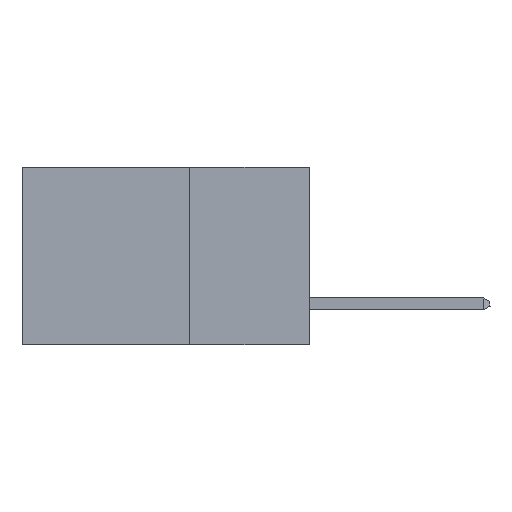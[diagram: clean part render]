
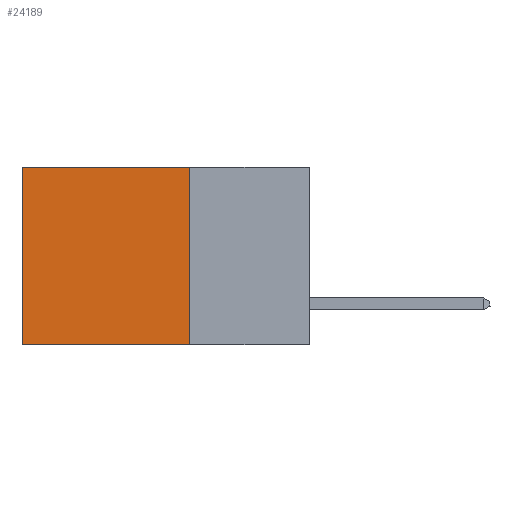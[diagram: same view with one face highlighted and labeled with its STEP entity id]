
A CAD part, left-side view. The second image highlights one B-rep face of the part: STEP entity #24189.
In plain terms, the highlighted planar face has unit normal (-1, 0, 0).
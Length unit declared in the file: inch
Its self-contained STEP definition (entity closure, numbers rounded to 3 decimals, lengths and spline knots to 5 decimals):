
#200 = VECTOR ( 'NONE', #21948, 39.37008 ) ;
#1147 = EDGE_LOOP ( 'NONE', ( #18740, #7114, #15447, #20165 ) ) ;
#1814 = LINE ( 'NONE', #32108, #5229 ) ;
#4143 = DIRECTION ( 'NONE',  ( 0., 1., 0. ) ) ;
#4833 = CARTESIAN_POINT ( 'NONE',  ( 0.2875, 0.25, 0. ) ) ;
#5229 = VECTOR ( 'NONE', #4143, 39.37008 ) ;
#7114 = ORIENTED_EDGE ( 'NONE', *, *, #25003, .F. ) ;
#10685 = CARTESIAN_POINT ( 'NONE',  ( 0.2875, 0.25, 0. ) ) ;
#10868 = LINE ( 'NONE', #33444, #30305 ) ;
#11181 = EDGE_CURVE ( 'NONE', #20305, #32937, #1814, .T. ) ;
#11675 = DIRECTION ( 'NONE',  ( 1., 0., 0. ) ) ;
#11685 = CARTESIAN_POINT ( 'NONE',  ( 0.2875, 0.6, -0.37 ) ) ;
#13103 = EDGE_CURVE ( 'NONE', #20305, #36335, #35604, .T. ) ;
#14509 = CARTESIAN_POINT ( 'NONE',  ( 0.2875, 0.25, 0. ) ) ;
#15447 = ORIENTED_EDGE ( 'NONE', *, *, #13103, .F. ) ;
#16931 = EDGE_CURVE ( 'NONE', #32937, #20817, #22047, .T. ) ;
#17464 = DIRECTION ( 'NONE',  ( 0., 0., -1. ) ) ;
#18740 = ORIENTED_EDGE ( 'NONE', *, *, #16931, .T. ) ;
#20165 = ORIENTED_EDGE ( 'NONE', *, *, #11181, .T. ) ;
#20305 = VERTEX_POINT ( 'NONE', #4833 ) ;
#20661 = FACE_OUTER_BOUND ( 'NONE', #1147, .T. ) ;
#20817 = VERTEX_POINT ( 'NONE', #11685 ) ;
#21015 = VECTOR ( 'NONE', #17464, 39.37008 ) ;
#21948 = DIRECTION ( 'NONE',  ( 0., 0., -1. ) ) ;
#22047 = LINE ( 'NONE', #28468, #200 ) ;
#24189 = ADVANCED_FACE ( 'NONE', ( #20661 ), #30373, .F. ) ;
#25003 = EDGE_CURVE ( 'NONE', #36335, #20817, #10868, .T. ) ;
#27588 = DIRECTION ( 'NONE',  ( 0., 1., 0. ) ) ;
#28468 = CARTESIAN_POINT ( 'NONE',  ( 0.2875, 0.6, 0. ) ) ;
#30305 = VECTOR ( 'NONE', #27588, 39.37008 ) ;
#30373 = PLANE ( 'NONE',  #31311 ) ;
#31311 = AXIS2_PLACEMENT_3D ( 'NONE', #14509, #11675, #36261 ) ;
#31960 = CARTESIAN_POINT ( 'NONE',  ( 0.2875, 0.6, 0. ) ) ;
#32108 = CARTESIAN_POINT ( 'NONE',  ( 0.2875, 0.25, 0. ) ) ;
#32643 = CARTESIAN_POINT ( 'NONE',  ( 0.2875, 0.25, -0.37 ) ) ;
#32937 = VERTEX_POINT ( 'NONE', #31960 ) ;
#33444 = CARTESIAN_POINT ( 'NONE',  ( 0.2875, 0.25, -0.37 ) ) ;
#35604 = LINE ( 'NONE', #10685, #21015 ) ;
#36261 = DIRECTION ( 'NONE',  ( 0., 0., -1. ) ) ;
#36335 = VERTEX_POINT ( 'NONE', #32643 ) ;
